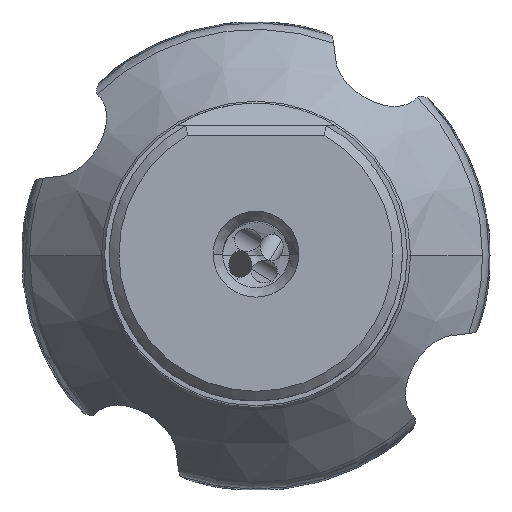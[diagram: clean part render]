
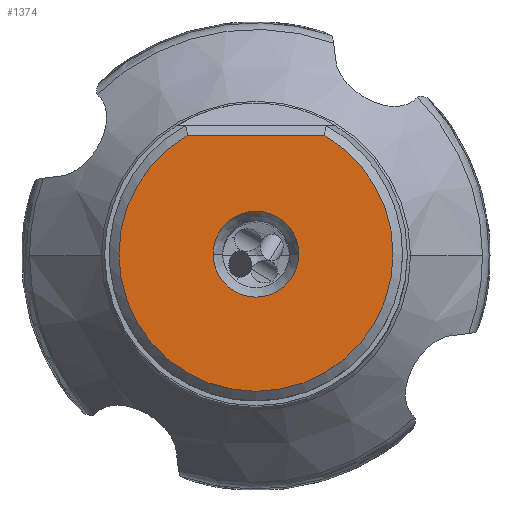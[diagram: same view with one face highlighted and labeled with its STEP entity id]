
A CAD part, top view. The second image highlights one B-rep face of the part: STEP entity #1374.
In plain terms, the highlighted planar face has unit normal (0, 0, 1).
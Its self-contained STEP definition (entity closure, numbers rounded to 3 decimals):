
#307=FACE_BOUND('',#2472,.T.);
#308=FACE_BOUND('',#2473,.T.);
#1014=PLANE('',#9875);
#1374=ADVANCED_FACE('',(#307,#308),#1014,.T.);
#2472=EDGE_LOOP('',(#3526,#3527,#3528));
#2473=EDGE_LOOP('',(#3529,#3530));
#3047=CIRCLE('',#9870,14.375);
#3048=CIRCLE('',#9871,14.375);
#3049=CIRCLE('',#9873,4.5);
#3050=CIRCLE('',#9874,4.5);
#3526=ORIENTED_EDGE('',*,*,#7518,.F.);
#3527=ORIENTED_EDGE('',*,*,#7517,.F.);
#3528=ORIENTED_EDGE('',*,*,#7511,.F.);
#3529=ORIENTED_EDGE('',*,*,#7519,.F.);
#3530=ORIENTED_EDGE('',*,*,#7520,.F.);
#6517=VERTEX_POINT('',#13306);
#6518=VERTEX_POINT('',#13307);
#6521=VERTEX_POINT('',#13327);
#6522=VERTEX_POINT('',#13331);
#6523=VERTEX_POINT('',#13332);
#7511=EDGE_CURVE('',#6517,#6518,#9008,.T.);
#7517=EDGE_CURVE('',#6518,#6521,#3047,.T.);
#7518=EDGE_CURVE('',#6521,#6517,#3048,.T.);
#7519=EDGE_CURVE('',#6522,#6523,#3049,.T.);
#7520=EDGE_CURVE('',#6523,#6522,#3050,.T.);
#9008=LINE('',#13305,#9343);
#9343=VECTOR('',#10938,1.);
#9870=AXIS2_PLACEMENT_3D('',#13326,#10947,#10948);
#9871=AXIS2_PLACEMENT_3D('',#13328,#10949,#10950);
#9873=AXIS2_PLACEMENT_3D('',#13330,#10953,#10954);
#9874=AXIS2_PLACEMENT_3D('',#13333,#10955,#10956);
#9875=AXIS2_PLACEMENT_3D('',#13334,#10957,#10958);
#10938=DIRECTION('',(1.,0.,0.));
#10947=DIRECTION('',(0.,0.,-1.));
#10948=DIRECTION('',(0.496,0.869,0.));
#10949=DIRECTION('',(0.,0.,-1.));
#10950=DIRECTION('',(0.,-1.,0.));
#10953=DIRECTION('',(0.,0.,1.));
#10954=DIRECTION('',(-1.,0.,0.));
#10955=DIRECTION('',(0.,0.,1.));
#10956=DIRECTION('',(1.,0.,0.));
#10957=DIRECTION('',(0.,0.,1.));
#10958=DIRECTION('',(-1.,0.,0.));
#13305=CARTESIAN_POINT('',(-7.125,12.485,0.));
#13306=CARTESIAN_POINT('',(-7.125,12.485,0.));
#13307=CARTESIAN_POINT('',(7.125,12.485,0.));
#13326=CARTESIAN_POINT('',(0.,0.,0.));
#13327=CARTESIAN_POINT('',(0.,-14.375,0.));
#13328=CARTESIAN_POINT('',(0.,0.,0.));
#13330=CARTESIAN_POINT('',(0.,0.,0.));
#13331=CARTESIAN_POINT('',(-4.5,0.,0.));
#13332=CARTESIAN_POINT('',(4.5,0.,0.));
#13333=CARTESIAN_POINT('',(0.,0.,0.));
#13334=CARTESIAN_POINT('',(0.,-0.945,0.));
